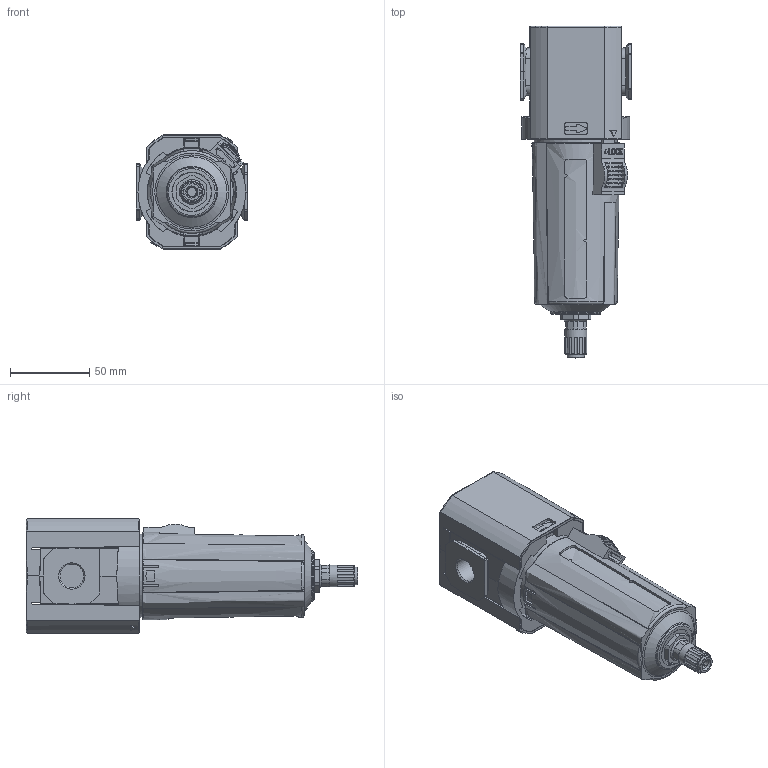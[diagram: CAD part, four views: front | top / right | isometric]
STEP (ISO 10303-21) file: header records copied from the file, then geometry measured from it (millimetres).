
FILE_DESCRIPTION( ( 'STEP AP214' ), '1' );
FILE_NAME( 'F84G-3GN-AP1(0).stp', '2019-03-03T03:41:02', ( '' ), ( '' ), ' ', 'PARTsolutions', ' ' );
FILE_SCHEMA( ( 'AUTOMOTIVE_DESIGN { 1 0 10303 214 1 1 1 1 }' ) );
Length unit declared in the file: millimetre
Products named in the file (6): F84G-3GN-AP1(0); _840001-3-G-F84G; _840036-60_F84G; _840092-89; _840025-60_F84G_B; _840003-54_F84G_D
Assembly tree (5 placements, depth 2):
  F84G-3GN-AP1(0)
    _840001-3-G-F84G
    _840036-60_F84G
    _840092-89
    _840025-60_F84G_B
    _840003-54_F84G_D
Bounding box: 70.25 x 209.57 x 72 mm (x, y, z)
Volume: 461679.6 mm3; surface area: 96163 mm2
Topology: 5 solids, 5 shells, 993 faces, 2755 edges, 1816 vertices
Faces by surface type: plane 504, cylinder 361, torus 56, cone 52, bspline 18, sphere 2
Full cylindrical faces by diameter (mm): 4.134 x2, 5.6 x1, 6.24 x1, 7 x2, 11 x1, 13.9 x1, 14.95 x2, 15.67 x2, 19.7 x1, 23.04 x1, 24.6 x1, 24.609 x1, 25.4 x2, 62.5 x1
Entity records: 42322 total; most frequent: CARTESIAN_POINT 9351, ORIENTED_EDGE 5394, DIRECTION 5002, EDGE_CURVE 2697, AXIS2_PLACEMENT_3D 1830, VERTEX_POINT 1807, LINE 1342, VECTOR 1342
